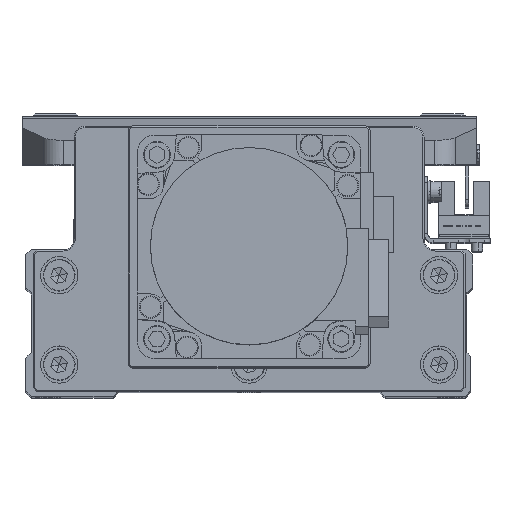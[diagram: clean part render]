
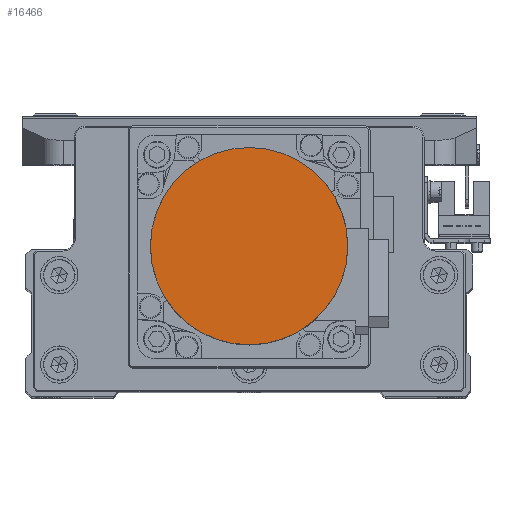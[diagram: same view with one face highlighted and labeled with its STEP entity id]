
A CAD part, top view. The second image highlights one B-rep face of the part: STEP entity #16466.
In plain terms, the highlighted face is planar.
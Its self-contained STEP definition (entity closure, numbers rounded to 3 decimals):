
#757 = CIRCLE ( 'NONE', #23847, 26.5 ) ;
#1122 = EDGE_LOOP ( 'NONE', ( #30443, #20633 ) ) ;
#3600 = EDGE_CURVE ( 'NONE', #27867, #5141, #757, .T. ) ;
#5141 = VERTEX_POINT ( 'NONE', #30773 ) ;
#6985 = DIRECTION ( 'NONE',  ( 1., 0., 0. ) ) ;
#7207 = CARTESIAN_POINT ( 'NONE',  ( 0., 0., -109.7 ) ) ;
#7301 = DIRECTION ( 'NONE',  ( 0., 0., 1. ) ) ;
#8399 = CIRCLE ( 'NONE', #13658, 26.5 ) ;
#10073 = PLANE ( 'NONE',  #36261 ) ;
#13658 = AXIS2_PLACEMENT_3D ( 'NONE', #7207, #19784, #32361 ) ;
#16466 = ADVANCED_FACE ( 'NONE', ( #38335 ), #10073, .F. ) ;
#18061 = CARTESIAN_POINT ( 'NONE',  ( 26.5, 0., -109.7 ) ) ;
#19784 = DIRECTION ( 'NONE',  ( 0., 0., 1. ) ) ;
#19888 = DIRECTION ( 'NONE',  ( 1., 0., 0. ) ) ;
#20633 = ORIENTED_EDGE ( 'NONE', *, *, #3600, .F. ) ;
#22673 = CARTESIAN_POINT ( 'NONE',  ( 0., 0., -109.7 ) ) ;
#23847 = AXIS2_PLACEMENT_3D ( 'NONE', #35566, #7301, #19888 ) ;
#27867 = VERTEX_POINT ( 'NONE', #18061 ) ;
#30443 = ORIENTED_EDGE ( 'NONE', *, *, #39992, .F. ) ;
#30773 = CARTESIAN_POINT ( 'NONE',  ( -26.5, 0., -109.7 ) ) ;
#32361 = DIRECTION ( 'NONE',  ( -1., 0., 0. ) ) ;
#35252 = DIRECTION ( 'NONE',  ( 0., 0., 1. ) ) ;
#35566 = CARTESIAN_POINT ( 'NONE',  ( 0., 0., -109.7 ) ) ;
#36261 = AXIS2_PLACEMENT_3D ( 'NONE', #22673, #35252, #6985 ) ;
#38335 = FACE_OUTER_BOUND ( 'NONE', #1122, .T. ) ;
#39992 = EDGE_CURVE ( 'NONE', #5141, #27867, #8399, .T. ) ;
